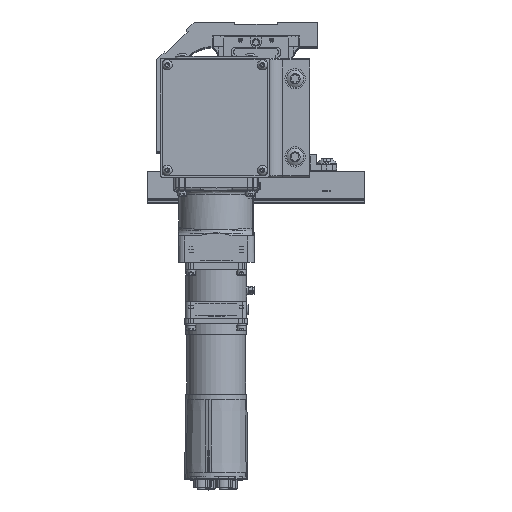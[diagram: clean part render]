
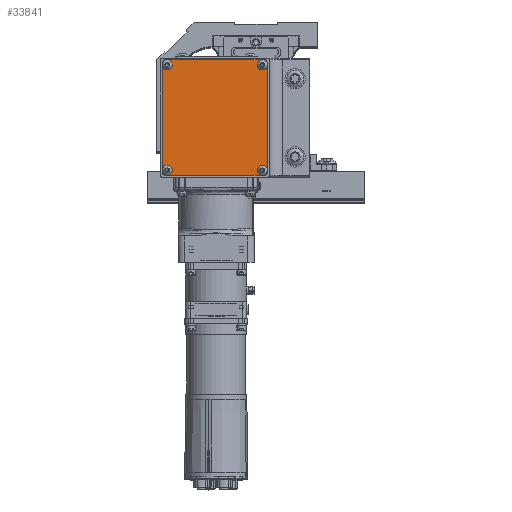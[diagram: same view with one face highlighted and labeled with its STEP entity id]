
A CAD part, top view. The second image highlights one B-rep face of the part: STEP entity #33841.
In plain terms, the highlighted planar face has unit normal (0, 0, 1).
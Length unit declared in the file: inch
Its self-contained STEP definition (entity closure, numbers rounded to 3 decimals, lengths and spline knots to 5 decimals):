
#36 = ORIENTED_EDGE ( 'NONE', *, *, #48907, .T. ) ;
#499 = VECTOR ( 'NONE', #107833, 39.37008 ) ;
#512 = ORIENTED_EDGE ( 'NONE', *, *, #67652, .T. ) ;
#1201 = EDGE_CURVE ( 'NONE', #32865, #74499, #52179, .T. ) ;
#2482 = EDGE_CURVE ( 'NONE', #101680, #101680, #44522, .T. ) ;
#3105 = LINE ( 'NONE', #27220, #40967 ) ;
#4058 = CARTESIAN_POINT ( 'NONE',  ( 1.7575, 2., 1.8475 ) ) ;
#4981 = AXIS2_PLACEMENT_3D ( 'NONE', #70317, #103745, #87843 ) ;
#6368 = DIRECTION ( 'NONE',  ( 0., 1., 0. ) ) ;
#7916 = DIRECTION ( 'NONE',  ( 0., 1., 0. ) ) ;
#8994 = DIRECTION ( 'NONE',  ( 0., 0., 1. ) ) ;
#9957 = CARTESIAN_POINT ( 'NONE',  ( -1.8675, 2., 1.8475 ) ) ;
#10128 = DIRECTION ( 'NONE',  ( 0., 0., 1. ) ) ;
#10819 = EDGE_LOOP ( 'NONE', ( #91276 ) ) ;
#11122 = ORIENTED_EDGE ( 'NONE', *, *, #85977, .T. ) ;
#11187 = DIRECTION ( 'NONE',  ( 0., 1., 0. ) ) ;
#13659 = FACE_OUTER_BOUND ( 'NONE', #32352, .T. ) ;
#13832 = CARTESIAN_POINT ( 'NONE',  ( -1.805, -1.75049, 1.8475 ) ) ;
#14259 = EDGE_LOOP ( 'NONE', ( #58570 ) ) ;
#14375 = AXIS2_PLACEMENT_3D ( 'NONE', #9957, #43346, #35653 ) ;
#14379 = VERTEX_POINT ( 'NONE', #13832 ) ;
#15786 = CARTESIAN_POINT ( 'NONE',  ( -1.9925, 2.125, 1.8475 ) ) ;
#17919 = LINE ( 'NONE', #60091, #82270 ) ;
#21162 = DIRECTION ( 'NONE',  ( 0., 1., 0. ) ) ;
#22239 = CARTESIAN_POINT ( 'NONE',  ( 1.695, -1.9375, 1.8475 ) ) ;
#23525 = ORIENTED_EDGE ( 'NONE', *, *, #1201, .T. ) ;
#27113 = CARTESIAN_POINT ( 'NONE',  ( 1.695, 1.9375, 1.8475 ) ) ;
#27220 = CARTESIAN_POINT ( 'NONE',  ( -1.9925, -2.125, 1.8475 ) ) ;
#29371 = VERTEX_POINT ( 'NONE', #41957 ) ;
#32352 = EDGE_LOOP ( 'NONE', ( #44900, #64335, #512, #63329, #101555, #36, #11122, #23525 ) ) ;
#32865 = VERTEX_POINT ( 'NONE', #54669 ) ;
#33653 = CARTESIAN_POINT ( 'NONE',  ( -1.805, -1.9375, 1.8475 ) ) ;
#33841 = ADVANCED_FACE ( 'NONE', ( #47627, #62963, #63499, #13659, #98019 ), #72840, .T. ) ;
#35653 = DIRECTION ( 'NONE',  ( 0., 1., 0. ) ) ;
#37262 = EDGE_CURVE ( 'NONE', #94074, #29371, #3105, .T. ) ;
#37352 = EDGE_CURVE ( 'NONE', #61619, #61619, #74225, .T. ) ;
#37407 = CARTESIAN_POINT ( 'NONE',  ( 1.8825, 2., 1.8475 ) ) ;
#38224 = EDGE_LOOP ( 'NONE', ( #95675 ) ) ;
#39921 = DIRECTION ( 'NONE',  ( 0., 1., 0. ) ) ;
#40222 = CARTESIAN_POINT ( 'NONE',  ( -1.8675, -2., 1.8475 ) ) ;
#40500 = VERTEX_POINT ( 'NONE', #50186 ) ;
#40967 = VECTOR ( 'NONE', #103363, 39.37008 ) ;
#41957 = CARTESIAN_POINT ( 'NONE',  ( -1.9925, -2., 1.8475 ) ) ;
#42800 = AXIS2_PLACEMENT_3D ( 'NONE', #22239, #55122, #21162 ) ;
#43346 = DIRECTION ( 'NONE',  ( 0., 0., 1. ) ) ;
#44522 = CIRCLE ( 'NONE', #42800, 0.18701 ) ;
#44655 = CIRCLE ( 'NONE', #65629, 0.125 ) ;
#44900 = ORIENTED_EDGE ( 'NONE', *, *, #76179, .T. ) ;
#46003 = DIRECTION ( 'NONE',  ( 0., 0., 1. ) ) ;
#47627 = FACE_BOUND ( 'NONE', #10819, .T. ) ;
#47976 = DIRECTION ( 'NONE',  ( 0., 0., 1. ) ) ;
#48052 = AXIS2_PLACEMENT_3D ( 'NONE', #33653, #57245, #65988 ) ;
#48907 = EDGE_CURVE ( 'NONE', #29371, #40500, #98797, .T. ) ;
#49598 = VECTOR ( 'NONE', #87156, 39.37008 ) ;
#50186 = CARTESIAN_POINT ( 'NONE',  ( -1.8675, -2.125, 1.8475 ) ) ;
#51533 = AXIS2_PLACEMENT_3D ( 'NONE', #40222, #8994, #7916 ) ;
#52179 = CIRCLE ( 'NONE', #4981, 0.125 ) ;
#52398 = EDGE_CURVE ( 'NONE', #14379, #14379, #102324, .T. ) ;
#53406 = CARTESIAN_POINT ( 'NONE',  ( -1.9925, 2., 1.8475 ) ) ;
#54669 = CARTESIAN_POINT ( 'NONE',  ( 1.7575, -2.125, 1.8475 ) ) ;
#54677 = CARTESIAN_POINT ( 'NONE',  ( 1.695, 2.12451, 1.8475 ) ) ;
#55122 = DIRECTION ( 'NONE',  ( 0., 0., 1. ) ) ;
#56588 = AXIS2_PLACEMENT_3D ( 'NONE', #27113, #10128, #61583 ) ;
#56932 = CARTESIAN_POINT ( 'NONE',  ( 1.8825, -2.125, 1.8475 ) ) ;
#57245 = DIRECTION ( 'NONE',  ( 0., 0., 1. ) ) ;
#58570 = ORIENTED_EDGE ( 'NONE', *, *, #37352, .F. ) ;
#60091 = CARTESIAN_POINT ( 'NONE',  ( -1.9925, -2.125, 1.8475 ) ) ;
#61030 = DIRECTION ( 'NONE',  ( 0., 0., 1. ) ) ;
#61583 = DIRECTION ( 'NONE',  ( 0., 1., 0. ) ) ;
#61619 = VERTEX_POINT ( 'NONE', #86289 ) ;
#62963 = FACE_BOUND ( 'NONE', #14259, .T. ) ;
#63329 = ORIENTED_EDGE ( 'NONE', *, *, #104389, .T. ) ;
#63499 = FACE_BOUND ( 'NONE', #79292, .T. ) ;
#63719 = AXIS2_PLACEMENT_3D ( 'NONE', #106075, #47976, #6368 ) ;
#64335 = ORIENTED_EDGE ( 'NONE', *, *, #71526, .T. ) ;
#64421 = VERTEX_POINT ( 'NONE', #79255 ) ;
#65112 = CIRCLE ( 'NONE', #14375, 0.125 ) ;
#65629 = AXIS2_PLACEMENT_3D ( 'NONE', #4058, #61030, #11187 ) ;
#65988 = DIRECTION ( 'NONE',  ( 0., 1., 0. ) ) ;
#67652 = EDGE_CURVE ( 'NONE', #64421, #87765, #90834, .T. ) ;
#68362 = CARTESIAN_POINT ( 'NONE',  ( -1.8675, 2.125, 1.8475 ) ) ;
#70183 = CARTESIAN_POINT ( 'NONE',  ( 1.8825, -2.125, 1.8475 ) ) ;
#70317 = CARTESIAN_POINT ( 'NONE',  ( 1.7575, -2., 1.8475 ) ) ;
#71526 = EDGE_CURVE ( 'NONE', #97090, #64421, #44655, .T. ) ;
#72840 = PLANE ( 'NONE',  #84373 ) ;
#74225 = CIRCLE ( 'NONE', #63719, 0.18701 ) ;
#74499 = VERTEX_POINT ( 'NONE', #87779 ) ;
#76179 = EDGE_CURVE ( 'NONE', #74499, #97090, #78389, .T. ) ;
#78389 = LINE ( 'NONE', #70183, #49598 ) ;
#79255 = CARTESIAN_POINT ( 'NONE',  ( 1.7575, 2.125, 1.8475 ) ) ;
#79292 = EDGE_LOOP ( 'NONE', ( #97738 ) ) ;
#80415 = VERTEX_POINT ( 'NONE', #54677 ) ;
#82270 = VECTOR ( 'NONE', #93489, 39.37008 ) ;
#84373 = AXIS2_PLACEMENT_3D ( 'NONE', #56932, #46003, #39921 ) ;
#85977 = EDGE_CURVE ( 'NONE', #40500, #32865, #17919, .T. ) ;
#86289 = CARTESIAN_POINT ( 'NONE',  ( -1.805, 2.12451, 1.8475 ) ) ;
#87156 = DIRECTION ( 'NONE',  ( 0., 1., 0. ) ) ;
#87765 = VERTEX_POINT ( 'NONE', #68362 ) ;
#87779 = CARTESIAN_POINT ( 'NONE',  ( 1.8825, -2., 1.8475 ) ) ;
#87843 = DIRECTION ( 'NONE',  ( 0., 1., 0. ) ) ;
#90834 = LINE ( 'NONE', #15786, #499 ) ;
#91276 = ORIENTED_EDGE ( 'NONE', *, *, #105899, .F. ) ;
#93489 = DIRECTION ( 'NONE',  ( 1., 0., 0. ) ) ;
#94074 = VERTEX_POINT ( 'NONE', #53406 ) ;
#95675 = ORIENTED_EDGE ( 'NONE', *, *, #52398, .F. ) ;
#97090 = VERTEX_POINT ( 'NONE', #37407 ) ;
#97738 = ORIENTED_EDGE ( 'NONE', *, *, #2482, .F. ) ;
#98019 = FACE_BOUND ( 'NONE', #38224, .T. ) ;
#98797 = CIRCLE ( 'NONE', #51533, 0.125 ) ;
#100066 = CARTESIAN_POINT ( 'NONE',  ( 1.695, -1.75049, 1.8475 ) ) ;
#101555 = ORIENTED_EDGE ( 'NONE', *, *, #37262, .T. ) ;
#101680 = VERTEX_POINT ( 'NONE', #100066 ) ;
#102324 = CIRCLE ( 'NONE', #48052, 0.18701 ) ;
#103363 = DIRECTION ( 'NONE',  ( 0., -1., 0. ) ) ;
#103745 = DIRECTION ( 'NONE',  ( 0., 0., 1. ) ) ;
#103825 = CIRCLE ( 'NONE', #56588, 0.18701 ) ;
#104389 = EDGE_CURVE ( 'NONE', #87765, #94074, #65112, .T. ) ;
#105899 = EDGE_CURVE ( 'NONE', #80415, #80415, #103825, .T. ) ;
#106075 = CARTESIAN_POINT ( 'NONE',  ( -1.805, 1.9375, 1.8475 ) ) ;
#107833 = DIRECTION ( 'NONE',  ( -1., 0., 0. ) ) ;
